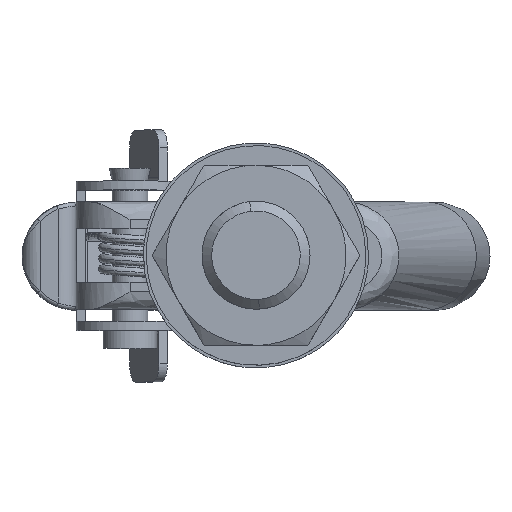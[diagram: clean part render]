
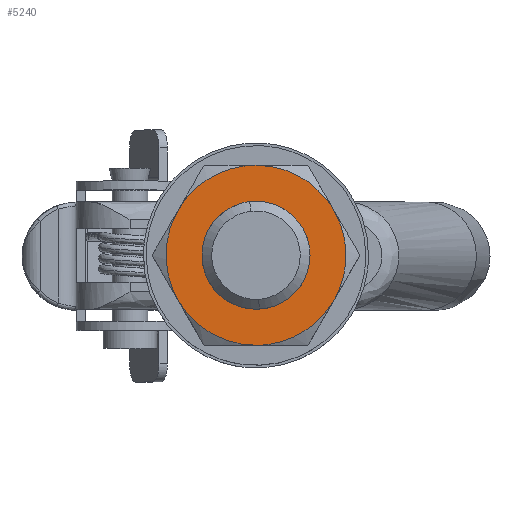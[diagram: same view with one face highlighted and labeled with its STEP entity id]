
A CAD part, top view. The second image highlights one B-rep face of the part: STEP entity #5240.
In plain terms, the highlighted free-form (B-spline) face has degree [1, 1] with [2, 2] control points.
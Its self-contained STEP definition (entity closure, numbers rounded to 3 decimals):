
#4694=CARTESIAN_POINT('',(-0.354,-2.979,30.383));
#4695=VERTEX_POINT('',#4694);
#4701=CARTESIAN_POINT('',(3.0,0.0,30.383));
#4702=VERTEX_POINT('',#4701);
#4703=CARTESIAN_POINT('',(-0.354,-2.979,30.383));
#4704=CARTESIAN_POINT('',(-0.178,-3.,30.383));
#4705=CARTESIAN_POINT('',(0.0,-3.0,30.383));
#4706=CARTESIAN_POINT('',(3.0,-3.0,30.383));
#4707=CARTESIAN_POINT('',(3.0,0.0,30.383));
#4715=(BOUNDED_CURVE()B_SPLINE_CURVE(2,(#4703,#4704,#4705,#4706,#4707),.UNSPECIFIED.,.F.,.U.)B_SPLINE_CURVE_WITH_KNOTS((3,2,3),(0.23,0.25,0.5),.UNSPECIFIED.)CURVE()GEOMETRIC_REPRESENTATION_ITEM()RATIONAL_B_SPLINE_CURVE((0.956,0.976,1.0,0.707,1.0))REPRESENTATION_ITEM(''));
#4716=EDGE_CURVE('',#4695,#4702,#4715,.T.);
#4718=CARTESIAN_POINT('',(0.183,2.994,30.383));
#4719=VERTEX_POINT('',#4718);
#4720=CARTESIAN_POINT('',(3.0,0.0,30.383));
#4721=CARTESIAN_POINT('',(3.,2.822,30.383));
#4722=CARTESIAN_POINT('',(0.183,2.994,30.383));
#4730=(BOUNDED_CURVE()B_SPLINE_CURVE(2,(#4720,#4721,#4722),.UNSPECIFIED.,.F.,.U.)B_SPLINE_CURVE_WITH_KNOTS((3,3),(0.5,0.739),.UNSPECIFIED.)CURVE()GEOMETRIC_REPRESENTATION_ITEM()RATIONAL_B_SPLINE_CURVE((1.0,0.72,0.976))REPRESENTATION_ITEM(''));
#4731=EDGE_CURVE('',#4702,#4719,#4730,.T.);
#4805=CARTESIAN_POINT('',(-3.0,0.0,30.383));
#4806=VERTEX_POINT('',#4805);
#4807=CARTESIAN_POINT('',(0.183,2.994,30.383));
#4808=CARTESIAN_POINT('',(0.092,3.0,30.383));
#4809=CARTESIAN_POINT('',(0.0,3.0,30.383));
#4810=CARTESIAN_POINT('',(-3.0,3.0,30.383));
#4811=CARTESIAN_POINT('',(-3.0,0.0,30.383));
#4819=(BOUNDED_CURVE()B_SPLINE_CURVE(2,(#4807,#4808,#4809,#4810,#4811),.UNSPECIFIED.,.F.,.U.)B_SPLINE_CURVE_WITH_KNOTS((3,2,3),(0.739,0.75,1.0),.UNSPECIFIED.)CURVE()GEOMETRIC_REPRESENTATION_ITEM()RATIONAL_B_SPLINE_CURVE((0.976,0.988,1.0,0.707,1.0))REPRESENTATION_ITEM(''));
#4820=EDGE_CURVE('',#4719,#4806,#4819,.T.);
#4822=CARTESIAN_POINT('',(-3.0,0.0,30.383));
#4823=CARTESIAN_POINT('',(-3.,-2.665,30.383));
#4824=CARTESIAN_POINT('',(-0.354,-2.979,30.383));
#4832=(BOUNDED_CURVE()B_SPLINE_CURVE(2,(#4822,#4823,#4824),.UNSPECIFIED.,.F.,.U.)B_SPLINE_CURVE_WITH_KNOTS((3,3),(0.0,0.23),.UNSPECIFIED.)CURVE()GEOMETRIC_REPRESENTATION_ITEM()RATIONAL_B_SPLINE_CURVE((1.0,0.731,0.956))REPRESENTATION_ITEM(''));
#4833=EDGE_CURVE('',#4806,#4695,#4832,.T.);
#4853=CARTESIAN_POINT('',(-4.33,2.5,30.383));
#4854=VERTEX_POINT('',#4853);
#4855=CARTESIAN_POINT('',(0.0,5.0,30.383));
#4856=VERTEX_POINT('',#4855);
#4857=CARTESIAN_POINT('',(-4.33,2.5,30.383));
#4858=CARTESIAN_POINT('',(-2.887,5.,30.383));
#4859=CARTESIAN_POINT('',(0.0,5.0,30.383));
#4867=(BOUNDED_CURVE()B_SPLINE_CURVE(2,(#4857,#4858,#4859),.UNSPECIFIED.,.F.,.U.)CURVE()GEOMETRIC_REPRESENTATION_ITEM()QUASI_UNIFORM_CURVE()RATIONAL_B_SPLINE_CURVE((1.0,0.866,1.0))REPRESENTATION_ITEM(''));
#4868=EDGE_CURVE('',#4854,#4856,#4867,.T.);
#4915=CARTESIAN_POINT('',(4.33,2.5,30.383));
#4916=VERTEX_POINT('',#4915);
#4917=CARTESIAN_POINT('',(0.0,5.0,30.383));
#4918=CARTESIAN_POINT('',(2.887,5.,30.383));
#4919=CARTESIAN_POINT('',(4.33,2.5,30.383));
#4927=(BOUNDED_CURVE()B_SPLINE_CURVE(2,(#4917,#4918,#4919),.UNSPECIFIED.,.F.,.U.)CURVE()GEOMETRIC_REPRESENTATION_ITEM()QUASI_UNIFORM_CURVE()RATIONAL_B_SPLINE_CURVE((1.0,0.866,1.0))REPRESENTATION_ITEM(''));
#4928=EDGE_CURVE('',#4856,#4916,#4927,.T.);
#4977=CARTESIAN_POINT('',(4.33,-2.5,30.383));
#4978=VERTEX_POINT('',#4977);
#4979=CARTESIAN_POINT('',(4.33,2.5,30.383));
#4980=CARTESIAN_POINT('',(5.774,0.,30.383));
#4981=CARTESIAN_POINT('',(4.33,-2.5,30.383));
#4989=(BOUNDED_CURVE()B_SPLINE_CURVE(2,(#4979,#4980,#4981),.UNSPECIFIED.,.F.,.U.)CURVE()GEOMETRIC_REPRESENTATION_ITEM()QUASI_UNIFORM_CURVE()RATIONAL_B_SPLINE_CURVE((1.0,0.866,1.0))REPRESENTATION_ITEM(''));
#4990=EDGE_CURVE('',#4916,#4978,#4989,.T.);
#5052=CARTESIAN_POINT('',(0.0,-5.0,30.383));
#5053=VERTEX_POINT('',#5052);
#5054=CARTESIAN_POINT('',(4.33,-2.5,30.383));
#5055=CARTESIAN_POINT('',(2.887,-5.,30.383));
#5056=CARTESIAN_POINT('',(0.0,-5.0,30.383));
#5064=(BOUNDED_CURVE()B_SPLINE_CURVE(2,(#5054,#5055,#5056),.UNSPECIFIED.,.F.,.U.)CURVE()GEOMETRIC_REPRESENTATION_ITEM()QUASI_UNIFORM_CURVE()RATIONAL_B_SPLINE_CURVE((1.0,0.866,1.0))REPRESENTATION_ITEM(''));
#5065=EDGE_CURVE('',#4978,#5053,#5064,.T.);
#5135=CARTESIAN_POINT('',(0.0,-5.0,30.383));
#5136=CARTESIAN_POINT('',(-2.887,-5.0,30.383));
#5137=CARTESIAN_POINT('',(-4.33,-2.5,30.383));
#5138=CARTESIAN_POINT('',(-5.774,0.,30.383));
#5139=CARTESIAN_POINT('',(-4.33,2.5,30.383));
#5147=(BOUNDED_CURVE()B_SPLINE_CURVE(2,(#5135,#5136,#5137,#5138,#5139),.UNSPECIFIED.,.F.,.U.)B_SPLINE_CURVE_WITH_KNOTS((3,2,3),(0.0,0.5,1.0),.UNSPECIFIED.)CURVE()GEOMETRIC_REPRESENTATION_ITEM()RATIONAL_B_SPLINE_CURVE((1.0,0.866,1.0,0.866,1.0))REPRESENTATION_ITEM(''));
#5148=EDGE_CURVE('',#5053,#4854,#5147,.T.);
#5222=CARTESIAN_POINT('',(-5.496,5.499,30.383));
#5223=CARTESIAN_POINT('',(5.499,5.499,30.383));
#5224=CARTESIAN_POINT('',(-5.496,-5.5,30.383));
#5225=CARTESIAN_POINT('',(5.499,-5.5,30.383));
#5226=B_SPLINE_SURFACE_WITH_KNOTS('',1,1,((#5222,#5224),(#5223,#5225)),.UNSPECIFIED.,.F.,.F.,.U.,(2,2),(2,2),(0.0,10.996),(0.0,10.999),.UNSPECIFIED.);
#5227=ORIENTED_EDGE('',*,*,#4868,.F.);
#5228=ORIENTED_EDGE('',*,*,#5148,.F.);
#5229=ORIENTED_EDGE('',*,*,#5065,.F.);
#5230=ORIENTED_EDGE('',*,*,#4990,.F.);
#5231=ORIENTED_EDGE('',*,*,#4928,.F.);
#5232=EDGE_LOOP('',(#5227,#5228,#5229,#5230,#5231));
#5233=FACE_OUTER_BOUND('',#5232,.T.);
#5234=ORIENTED_EDGE('',*,*,#4731,.F.);
#5235=ORIENTED_EDGE('',*,*,#4716,.F.);
#5236=ORIENTED_EDGE('',*,*,#4833,.F.);
#5237=ORIENTED_EDGE('',*,*,#4820,.F.);
#5238=EDGE_LOOP('',(#5234,#5235,#5236,#5237));
#5239=FACE_BOUND('',#5238,.T.);
#5240=ADVANCED_FACE('',(#5233,#5239),#5226,.F.);
